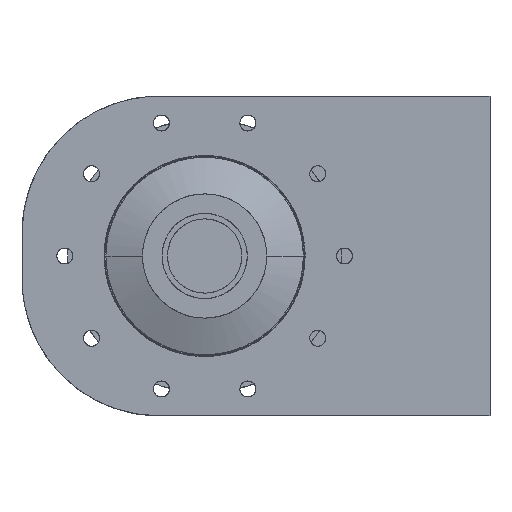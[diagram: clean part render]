
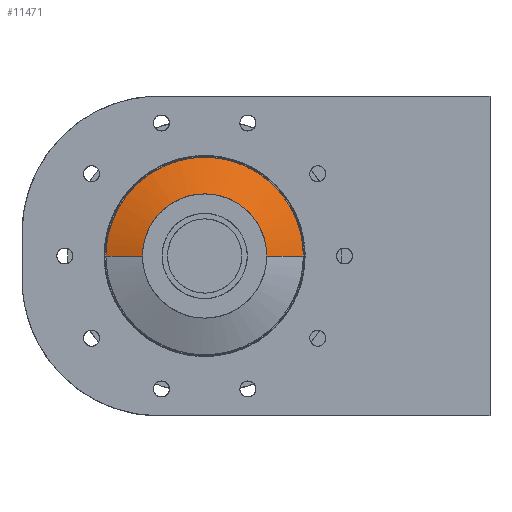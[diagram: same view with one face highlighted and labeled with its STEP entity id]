
A CAD part, left-side view. The second image highlights one B-rep face of the part: STEP entity #11471.
In plain terms, the highlighted free-form (B-spline) face has degree [2, 1] with [5, 2] control points.
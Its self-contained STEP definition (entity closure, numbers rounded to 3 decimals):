
#11471 = ADVANCED_FACE('',(#11472),#11508,.T.);
#11472 = FACE_BOUND('',#11473,.T.);
#11473 = EDGE_LOOP('',(#11474,#11483,#11493,#11500));
#11474 = ORIENTED_EDGE('',*,*,#11475,.F.);
#11475 = EDGE_CURVE('',#11476,#11478,#11480,.T.);
#11476 = VERTEX_POINT('',#11477);
#11477 = CARTESIAN_POINT('',(-7.688,79.268,
    0.));
#11478 = VERTEX_POINT('',#11479);
#11479 = CARTESIAN_POINT('',(-18.256,49.847,
    0.));
#11480 = B_SPLINE_CURVE_WITH_KNOTS('',1,(#11481,#11482),.UNSPECIFIED.,
  .F.,.F.,(2,2),(0.,34.114),.PIECEWISE_BEZIER_KNOTS.);
#11481 = CARTESIAN_POINT('',(-7.688,79.268,0.));
#11482 = CARTESIAN_POINT('',(-18.256,49.847,0.));
#11483 = ORIENTED_EDGE('',*,*,#11484,.F.);
#11484 = EDGE_CURVE('',#11485,#11476,#11487,.T.);
#11485 = VERTEX_POINT('',#11486);
#11486 = CARTESIAN_POINT('',(-7.688,-79.268,
    0.));
#11487 = ( BOUNDED_CURVE() B_SPLINE_CURVE(2,(#11488,#11489,#11490,#11491
,#11492),.UNSPECIFIED.,.F.,.F.) B_SPLINE_CURVE_WITH_KNOTS((3,2,3),(0.,
1.571,3.142),.PIECEWISE_BEZIER_KNOTS.) CURVE() 
GEOMETRIC_REPRESENTATION_ITEM() RATIONAL_B_SPLINE_CURVE((1.,
0.707,1.,0.707,1.)) REPRESENTATION_ITEM('') );
#11488 = CARTESIAN_POINT('',(-7.688,-79.268,
    0.));
#11489 = CARTESIAN_POINT('',(-7.688,-79.268,
    79.268));
#11490 = CARTESIAN_POINT('',(-7.688,0.,
    79.268));
#11491 = CARTESIAN_POINT('',(-7.688,79.268,
    79.268));
#11492 = CARTESIAN_POINT('',(-7.688,79.268,
    0.));
#11493 = ORIENTED_EDGE('',*,*,#11494,.F.);
#11494 = EDGE_CURVE('',#11495,#11485,#11497,.T.);
#11495 = VERTEX_POINT('',#11496);
#11496 = CARTESIAN_POINT('',(-18.256,-49.847,
    0.));
#11497 = B_SPLINE_CURVE_WITH_KNOTS('',1,(#11498,#11499),.UNSPECIFIED.,
  .F.,.F.,(2,2),(0.,34.114),.PIECEWISE_BEZIER_KNOTS.);
#11498 = CARTESIAN_POINT('',(-18.256,-49.847,0.));
#11499 = CARTESIAN_POINT('',(-7.688,-79.268,0.));
#11500 = ORIENTED_EDGE('',*,*,#11501,.F.);
#11501 = EDGE_CURVE('',#11478,#11495,#11502,.T.);
#11502 = ( BOUNDED_CURVE() B_SPLINE_CURVE(2,(#11503,#11504,#11505,#11506
,#11507),.UNSPECIFIED.,.F.,.F.) B_SPLINE_CURVE_WITH_KNOTS((3,2,3),(0.,
1.571,3.142),.PIECEWISE_BEZIER_KNOTS.) CURVE() 
GEOMETRIC_REPRESENTATION_ITEM() RATIONAL_B_SPLINE_CURVE((1.,
0.707,1.,0.707,1.)) REPRESENTATION_ITEM('') );
#11503 = CARTESIAN_POINT('',(-18.256,49.847,
    0.));
#11504 = CARTESIAN_POINT('',(-18.256,49.847,
    49.847));
#11505 = CARTESIAN_POINT('',(-18.256,0.,
    49.847));
#11506 = CARTESIAN_POINT('',(-18.256,-49.847,
    49.847));
#11507 = CARTESIAN_POINT('',(-18.256,-49.847,
    0.));
#11508 = ( BOUNDED_SURFACE() B_SPLINE_SURFACE(2,1,(
    (#11509,#11510)
    ,(#11511,#11512)
    ,(#11513,#11514)
    ,(#11515,#11516)
    ,(#11517,#11518
)),.UNSPECIFIED.,.F.,.F.,.F.) B_SPLINE_SURFACE_WITH_KNOTS((3,2,3),(2,2),
  (3.142,4.712,6.283),(0.,34.114),
.PIECEWISE_BEZIER_KNOTS.) GEOMETRIC_REPRESENTATION_ITEM() 
RATIONAL_B_SPLINE_SURFACE((
    (1.,1.)
    ,(0.707,0.707)
    ,(1.,1.)
    ,(0.707,0.707)
,(1.,1.))) REPRESENTATION_ITEM('') SURFACE() );
#11509 = CARTESIAN_POINT('',(-18.256,-49.847,
    0.));
#11510 = CARTESIAN_POINT('',(-7.688,-79.268,
    0.));
#11511 = CARTESIAN_POINT('',(-18.256,-49.847,
    49.847));
#11512 = CARTESIAN_POINT('',(-7.688,-79.268,
    79.268));
#11513 = CARTESIAN_POINT('',(-18.256,0.,
    49.847));
#11514 = CARTESIAN_POINT('',(-7.688,0.,
    79.268));
#11515 = CARTESIAN_POINT('',(-18.256,49.847,
    49.847));
#11516 = CARTESIAN_POINT('',(-7.688,79.268,
    79.268));
#11517 = CARTESIAN_POINT('',(-18.256,49.847,
    0.));
#11518 = CARTESIAN_POINT('',(-7.688,79.268,
    0.));
